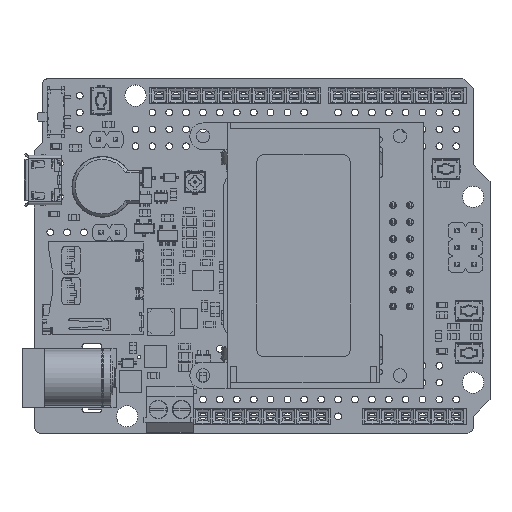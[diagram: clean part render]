
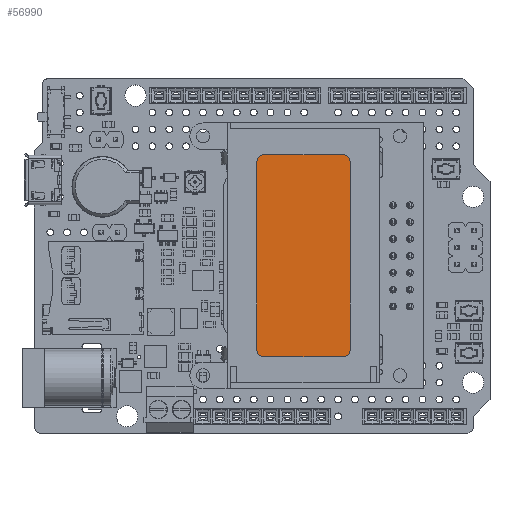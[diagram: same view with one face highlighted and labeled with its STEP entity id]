
A CAD part, top view. The second image highlights one B-rep face of the part: STEP entity #56990.
In plain terms, the highlighted planar face has unit normal (0, 0, 1).
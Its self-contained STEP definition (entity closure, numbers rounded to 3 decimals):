
#1824 = DIRECTION ( 'NONE',  ( 0., -1., 0. ) ) ;
#3120 = CARTESIAN_POINT ( 'NONE',  ( 33.518, 12.468, 17.825 ) ) ;
#8936 = CIRCLE ( 'NONE', #222473, 1. ) ;
#14183 = AXIS2_PLACEMENT_3D ( 'NONE', #195971, #49636, #220400 ) ;
#22976 = EDGE_CURVE ( 'NONE', #26393, #314257, #60172, .T. ) ;
#26150 = DIRECTION ( 'NONE',  ( 0., 0., 1. ) ) ;
#26393 = VERTEX_POINT ( 'NONE', #177977 ) ;
#31341 = AXIS2_PLACEMENT_3D ( 'NONE', #122023, #170114, #314080 ) ;
#41065 = ORIENTED_EDGE ( 'NONE', *, *, #22976, .T. ) ;
#42088 = EDGE_CURVE ( 'NONE', #142096, #264911, #134373, .T. ) ;
#49636 = DIRECTION ( 'NONE',  ( 0., 0., 1. ) ) ;
#51033 = DIRECTION ( 'NONE',  ( -1., 0., 0. ) ) ;
#51604 = ORIENTED_EDGE ( 'NONE', *, *, #141328, .T. ) ;
#56990 = ADVANCED_FACE ( 'NONE', ( #92182 ), #240558, .F. ) ;
#59199 = EDGE_CURVE ( 'NONE', #67914, #194578, #148302, .T. ) ;
#60172 = LINE ( 'NONE', #269008, #292811 ) ;
#62859 = VECTOR ( 'NONE', #51033, 1000. ) ;
#64971 = ORIENTED_EDGE ( 'NONE', *, *, #136248, .T. ) ;
#67914 = VERTEX_POINT ( 'NONE', #273295 ) ;
#92182 = FACE_OUTER_BOUND ( 'NONE', #284617, .T. ) ;
#107742 = VERTEX_POINT ( 'NONE', #186582 ) ;
#111121 = EDGE_CURVE ( 'NONE', #237484, #67914, #171799, .T. ) ;
#122023 = CARTESIAN_POINT ( 'NONE',  ( 46.518, 12.468, 17.825 ) ) ;
#127650 = LINE ( 'NONE', #247418, #62859 ) ;
#134373 = CIRCLE ( 'NONE', #212234, 1. ) ;
#136248 = EDGE_CURVE ( 'NONE', #314257, #107742, #8936, .T. ) ;
#137498 = AXIS2_PLACEMENT_3D ( 'NONE', #167864, #171026, #219089 ) ;
#141328 = EDGE_CURVE ( 'NONE', #264911, #237484, #203011, .T. ) ;
#142096 = VERTEX_POINT ( 'NONE', #174765 ) ;
#148302 = LINE ( 'NONE', #167546, #247566 ) ;
#150526 = DIRECTION ( 'NONE',  ( 0., 1., 0. ) ) ;
#167546 = CARTESIAN_POINT ( 'NONE',  ( 46.518, 11.468, 17.825 ) ) ;
#167864 = CARTESIAN_POINT ( 'NONE',  ( 34.518, 12.468, 17.825 ) ) ;
#170114 = DIRECTION ( 'NONE',  ( 0., 0., -1. ) ) ;
#171026 = DIRECTION ( 'NONE',  ( 0., 0., 1. ) ) ;
#171799 = CIRCLE ( 'NONE', #137498, 1. ) ;
#174765 = CARTESIAN_POINT ( 'NONE',  ( 34.518, 41.868, 17.825 ) ) ;
#177977 = CARTESIAN_POINT ( 'NONE',  ( 47.518, 12.468, 17.825 ) ) ;
#182495 = CARTESIAN_POINT ( 'NONE',  ( 46.518, 40.868, 17.825 ) ) ;
#184640 = DIRECTION ( 'NONE',  ( 0., 0., 1. ) ) ;
#186582 = CARTESIAN_POINT ( 'NONE',  ( 46.518, 41.868, 17.825 ) ) ;
#194113 = CARTESIAN_POINT ( 'NONE',  ( 33.518, 12.468, 17.825 ) ) ;
#194578 = VERTEX_POINT ( 'NONE', #248650 ) ;
#195971 = CARTESIAN_POINT ( 'NONE',  ( 46.518, 12.468, 17.825 ) ) ;
#199881 = CIRCLE ( 'NONE', #14183, 1. ) ;
#200489 = CARTESIAN_POINT ( 'NONE',  ( 33.518, 40.868, 17.825 ) ) ;
#203011 = LINE ( 'NONE', #194113, #271493 ) ;
#208082 = ORIENTED_EDGE ( 'NONE', *, *, #59199, .T. ) ;
#212234 = AXIS2_PLACEMENT_3D ( 'NONE', #314258, #26150, #268426 ) ;
#216025 = EDGE_CURVE ( 'NONE', #107742, #142096, #127650, .T. ) ;
#219089 = DIRECTION ( 'NONE',  ( -1., 0., 0. ) ) ;
#220400 = DIRECTION ( 'NONE',  ( 1., 0., 0. ) ) ;
#221196 = ORIENTED_EDGE ( 'NONE', *, *, #111121, .T. ) ;
#222473 = AXIS2_PLACEMENT_3D ( 'NONE', #182495, #184640, #231577 ) ;
#230297 = ORIENTED_EDGE ( 'NONE', *, *, #42088, .T. ) ;
#231577 = DIRECTION ( 'NONE',  ( 1., 0., 0. ) ) ;
#237484 = VERTEX_POINT ( 'NONE', #3120 ) ;
#240558 = PLANE ( 'NONE',  #31341 ) ;
#247418 = CARTESIAN_POINT ( 'NONE',  ( 46.518, 41.868, 17.825 ) ) ;
#247566 = VECTOR ( 'NONE', #266805, 1000. ) ;
#248650 = CARTESIAN_POINT ( 'NONE',  ( 46.518, 11.468, 17.825 ) ) ;
#264911 = VERTEX_POINT ( 'NONE', #200489 ) ;
#266805 = DIRECTION ( 'NONE',  ( 1., 0., 0. ) ) ;
#268426 = DIRECTION ( 'NONE',  ( 1., 0., 0. ) ) ;
#269008 = CARTESIAN_POINT ( 'NONE',  ( 47.518, 12.468, 17.825 ) ) ;
#271493 = VECTOR ( 'NONE', #1824, 1000. ) ;
#273295 = CARTESIAN_POINT ( 'NONE',  ( 34.518, 11.468, 17.825 ) ) ;
#273802 = CARTESIAN_POINT ( 'NONE',  ( 47.518, 40.868, 17.825 ) ) ;
#273842 = ORIENTED_EDGE ( 'NONE', *, *, #308283, .T. ) ;
#284617 = EDGE_LOOP ( 'NONE', ( #273842, #41065, #64971, #298620, #230297, #51604, #221196, #208082 ) ) ;
#292811 = VECTOR ( 'NONE', #150526, 1000. ) ;
#298620 = ORIENTED_EDGE ( 'NONE', *, *, #216025, .T. ) ;
#308283 = EDGE_CURVE ( 'NONE', #194578, #26393, #199881, .T. ) ;
#314080 = DIRECTION ( 'NONE',  ( 1., 0., 0. ) ) ;
#314257 = VERTEX_POINT ( 'NONE', #273802 ) ;
#314258 = CARTESIAN_POINT ( 'NONE',  ( 34.518, 40.868, 17.825 ) ) ;
